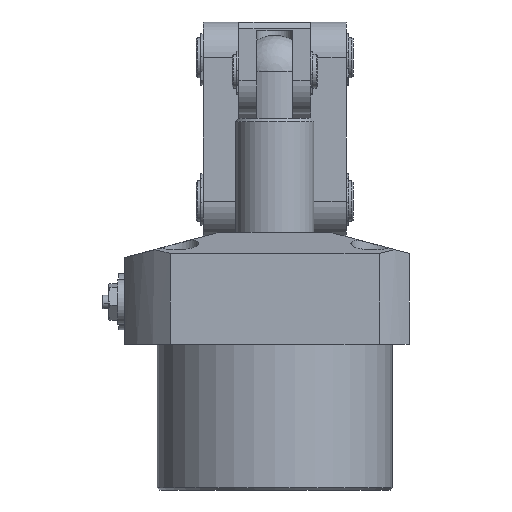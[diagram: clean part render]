
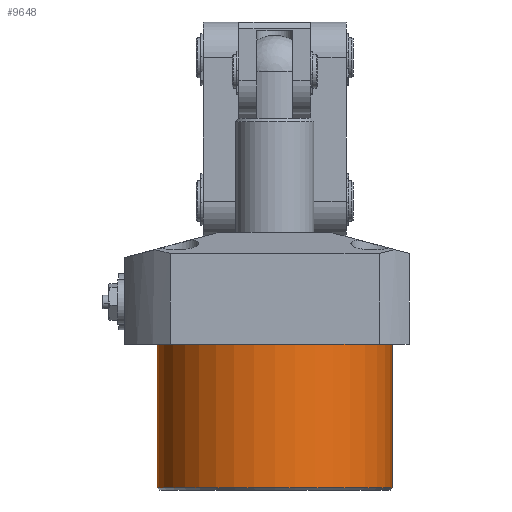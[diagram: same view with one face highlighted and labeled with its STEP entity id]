
A CAD part, front view. The second image highlights one B-rep face of the part: STEP entity #9648.
In plain terms, the highlighted cylindrical face has radius 52.5 mm (diameter 105 mm), a partial arc.
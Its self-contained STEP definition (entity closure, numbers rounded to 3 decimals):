
#280 = CARTESIAN_POINT ( 'NONE',  ( -52.5, 0., -65. ) ) ;
#281 = DIRECTION ( 'NONE',  ( 0., 0., 1. ) ) ;
#720 = AXIS2_PLACEMENT_3D ( 'NONE', #4704, #4705, #4707 ) ;
#1090 = EDGE_LOOP ( 'NONE', ( #9088, #9188, #8953, #9041 ) ) ;
#1423 = AXIS2_PLACEMENT_3D ( 'NONE', #2737, #2738, #2739 ) ;
#1569 = CARTESIAN_POINT ( 'NONE',  ( 52.5, 0., -64. ) ) ;
#2737 = CARTESIAN_POINT ( 'NONE',  ( 0., 0., 0. ) ) ;
#2738 = DIRECTION ( 'NONE',  ( 0., 0., -1. ) ) ;
#2739 = DIRECTION ( 'NONE',  ( 1., 0., 0. ) ) ;
#2758 = CARTESIAN_POINT ( 'NONE',  ( 52.5, 0., -65. ) ) ;
#2763 = DIRECTION ( 'NONE',  ( 0., 0., 1. ) ) ;
#3537 = DIRECTION ( 'NONE',  ( 1., 0., 0. ) ) ;
#3545 = DIRECTION ( 'NONE',  ( 0., 0., 1. ) ) ;
#3547 = CARTESIAN_POINT ( 'NONE',  ( 0., 0., -65. ) ) ;
#4502 = EDGE_CURVE ( 'NONE', #9350, #9354, #8778, .T. ) ;
#4519 = EDGE_CURVE ( 'NONE', #7606, #9350, #8510, .T. ) ;
#4704 = CARTESIAN_POINT ( 'NONE',  ( 0., 0., -64. ) ) ;
#4705 = DIRECTION ( 'NONE',  ( 0., 0., 1. ) ) ;
#4707 = DIRECTION ( 'NONE',  ( -1., 0., 0. ) ) ;
#4722 = EDGE_CURVE ( 'NONE', #5747, #9354, #8722, .T. ) ;
#4769 = CARTESIAN_POINT ( 'NONE',  ( 52.5, 0., 0. ) ) ;
#4776 = CARTESIAN_POINT ( 'NONE',  ( -52.5, 0., 0. ) ) ;
#5446 = AXIS2_PLACEMENT_3D ( 'NONE', #3547, #3545, #3537 ) ;
#5747 = VERTEX_POINT ( 'NONE', #6509 ) ;
#6509 = CARTESIAN_POINT ( 'NONE',  ( -52.5, 0., -64. ) ) ;
#7606 = VERTEX_POINT ( 'NONE', #1569 ) ;
#8124 = EDGE_CURVE ( 'NONE', #5747, #7606, #11847, .T. ) ;
#8362 = CYLINDRICAL_SURFACE ( 'NONE', #5446, 52.5 ) ;
#8413 = FACE_OUTER_BOUND ( 'NONE', #1090, .T. ) ;
#8510 = LINE ( 'NONE', #2758, #8512 ) ;
#8512 = VECTOR ( 'NONE', #2763, 1000. ) ;
#8722 = LINE ( 'NONE', #280, #8725 ) ;
#8725 = VECTOR ( 'NONE', #281, 1000. ) ;
#8778 = CIRCLE ( 'NONE', #1423, 52.5 ) ;
#8953 = ORIENTED_EDGE ( 'NONE', *, *, #4519, .T. ) ;
#9041 = ORIENTED_EDGE ( 'NONE', *, *, #4502, .T. ) ;
#9088 = ORIENTED_EDGE ( 'NONE', *, *, #4722, .F. ) ;
#9188 = ORIENTED_EDGE ( 'NONE', *, *, #8124, .T. ) ;
#9350 = VERTEX_POINT ( 'NONE', #4769 ) ;
#9354 = VERTEX_POINT ( 'NONE', #4776 ) ;
#9648 = ADVANCED_FACE ( 'NONE', ( #8413 ), #8362, .T. ) ;
#11847 = CIRCLE ( 'NONE', #720, 52.5 ) ;
